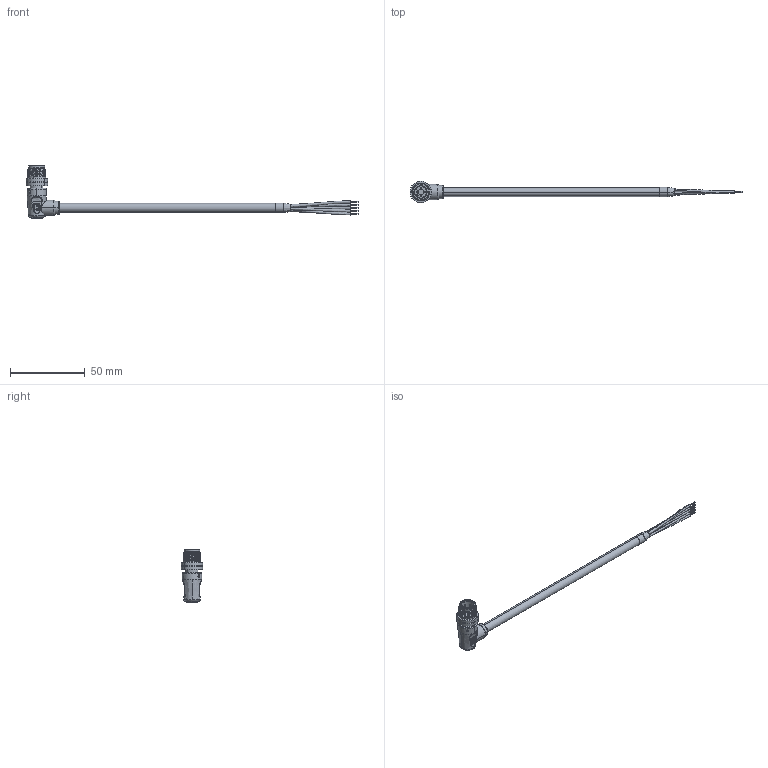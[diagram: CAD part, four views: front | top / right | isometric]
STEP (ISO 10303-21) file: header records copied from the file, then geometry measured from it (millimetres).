
FILE_DESCRIPTION (( 'STEP AP203' ), '1' );
FILE_NAME ('10-04730__revA.STEP', '2022-01-14T18:24:19', ( '' ), ( '' ), 'SwSTEP 2.0', 'SolidWorks 2021', '' );
FILE_SCHEMA (( 'CONFIG_CONTROL_DESIGN' ));
Length unit declared in the file: millimetre
Products named in the file (8): 10-04730__revA; 50-00987-02_For STEP file; 50-00987-03___; 24-00361; 50-00987-01___; 50-00987-04___; 30-01578_M12 (50 with 5mm tinned); 50-00987_STEP
Assembly tree (10 placements, depth 3):
  10-04730__revA
    30-01578_M12 (50 with 5mm tinned)
    24-00361
    50-00987_STEP
      50-00987-01___
      50-00987-02_For STEP file
      50-00987-03___  x4
      50-00987-04___
Bounding box: 222.22 x 14.44 x 35.2 mm (x, y, z)
Volume: 9380.9 mm3; surface area: 41533 mm2
Topology: 194 solids, 194 shells, 1532 faces, 3195 edges, 2086 vertices
Faces by surface type: cylinder 863, plane 501, bspline 79, torus 41, cone 39, sphere 9
Entity records: 44668 total; most frequent: CARTESIAN_POINT 11638, DIRECTION 7260, ORIENTED_EDGE 5954, AXIS2_PLACEMENT_3D 3110, EDGE_CURVE 2977, VERTEX_POINT 1960, EDGE_LOOP 1827, CIRCLE 1745
